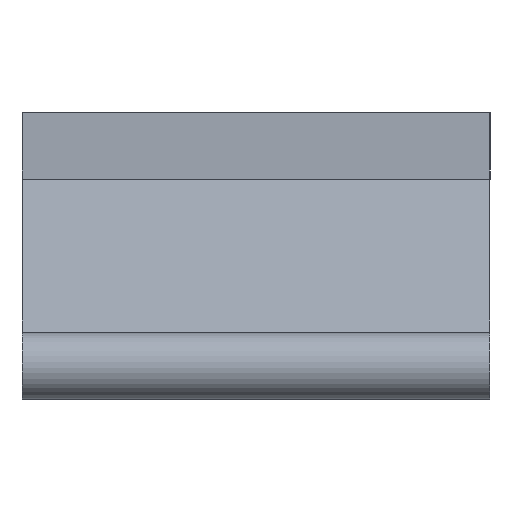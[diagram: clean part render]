
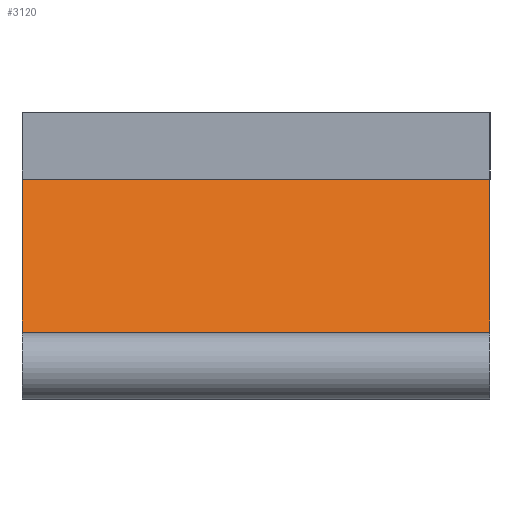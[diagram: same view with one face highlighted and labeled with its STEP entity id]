
A CAD part, front view. The second image highlights one B-rep face of the part: STEP entity #3120.
In plain terms, the highlighted face is planar.
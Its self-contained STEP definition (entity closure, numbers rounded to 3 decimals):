
#280=CARTESIAN_POINT('',(40.449,-49.717,
8.46));
#290=VERTEX_POINT('',#280);
#320=CARTESIAN_POINT('',(36.793,-51.827,
8.46));
#330=DIRECTION('',(0.866,0.5,0.));
#340=VECTOR('',#330,1.);
#350=LINE('',#320,#340);
#360=CARTESIAN_POINT('',(38.371,-50.917,
8.46));
#370=VERTEX_POINT('',#360);
#380=EDGE_CURVE('',#370,#290,#350,.T.);
#2470=CARTESIAN_POINT('',(38.371,-50.917,
15.46));
#2480=VERTEX_POINT('',#2470);
#2510=CARTESIAN_POINT('',(0.,-73.07,15.46));
#2520=DIRECTION('',(0.866,0.5,0.));
#2530=VECTOR('',#2520,1.);
#2540=LINE('',#2510,#2530);
#2550=CARTESIAN_POINT('',(40.449,-49.717,
15.46));
#2560=VERTEX_POINT('',#2550);
#2570=EDGE_CURVE('',#2480,#2560,#2540,.T.);
#2910=CARTESIAN_POINT('',(39.885,-50.042,
8.46));
#2920=DIRECTION('',(0.5,-0.866,0.));
#2930=DIRECTION('',(0.866,0.5,0.));
#2940=AXIS2_PLACEMENT_3D('',#2910,#2920,#2930);
#2950=PLANE('',#2940);
#2960=ORIENTED_EDGE('',*,*,#380,.F.);
#2970=CARTESIAN_POINT('',(40.449,-49.717,
8.46));
#2980=DIRECTION('',(0.,0.,1.));
#2990=VECTOR('',#2980,1.);
#3000=LINE('',#2970,#2990);
#3010=EDGE_CURVE('',#290,#2560,#3000,.T.);
#3020=ORIENTED_EDGE('',*,*,#3010,.F.);
#3030=ORIENTED_EDGE('',*,*,#2570,.T.);
#3040=CARTESIAN_POINT('',(38.371,-50.917,
8.46));
#3050=DIRECTION('',(0.,0.,-1.));
#3060=VECTOR('',#3050,1.);
#3070=LINE('',#3040,#3060);
#3080=EDGE_CURVE('',#2480,#370,#3070,.T.);
#3090=ORIENTED_EDGE('',*,*,#3080,.F.);
#3100=EDGE_LOOP('',(#3090,#3030,#3020,#2960));
#3110=FACE_OUTER_BOUND('',#3100,.T.);
#3120=ADVANCED_FACE('',(#3110),#2950,.F.);
